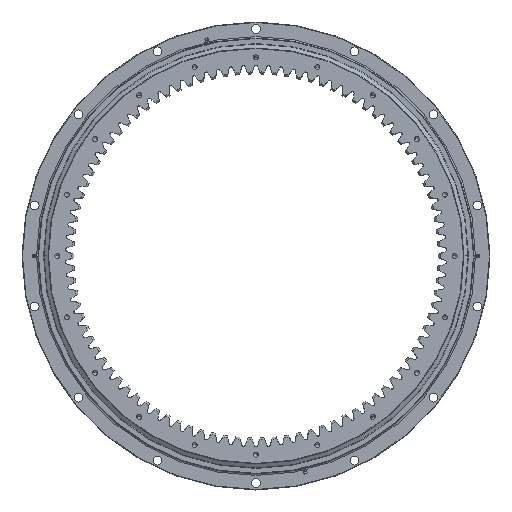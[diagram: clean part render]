
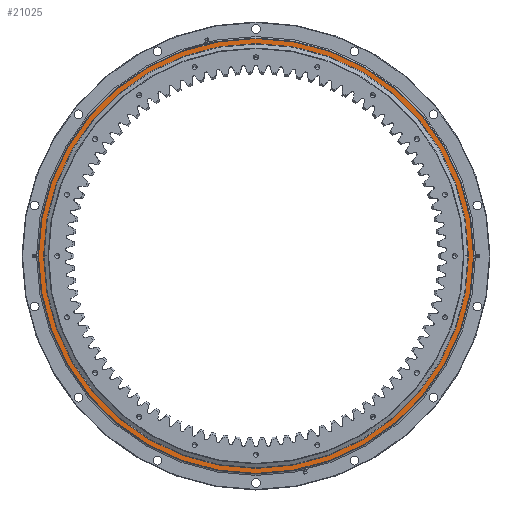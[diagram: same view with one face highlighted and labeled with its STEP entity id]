
A CAD part, top view. The second image highlights one B-rep face of the part: STEP entity #21025.
In plain terms, the highlighted face is planar.
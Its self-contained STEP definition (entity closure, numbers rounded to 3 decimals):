
#477 = VERTEX_POINT ( 'NONE', #26926 ) ;
#1347 = DIRECTION ( 'NONE',  ( 0., 0., -1. ) ) ;
#2168 = VERTEX_POINT ( 'NONE', #6857 ) ;
#3665 = EDGE_CURVE ( 'NONE', #21317, #2168, #5359, .T. ) ;
#5359 = CIRCLE ( 'NONE', #24718, 440.5 ) ;
#6015 = FACE_OUTER_BOUND ( 'NONE', #28288, .T. ) ;
#6857 = CARTESIAN_POINT ( 'NONE',  ( 440.5, 0., -18. ) ) ;
#8429 = DIRECTION ( 'NONE',  ( 0., 0., 1. ) ) ;
#9067 = VERTEX_POINT ( 'NONE', #24786 ) ;
#9084 = ORIENTED_EDGE ( 'NONE', *, *, #42436, .T. ) ;
#9556 = AXIS2_PLACEMENT_3D ( 'NONE', #30637, #8429, #34343 ) ;
#11802 = DIRECTION ( 'NONE',  ( 0., 0., -1. ) ) ;
#15366 = DIRECTION ( 'NONE',  ( 0., 0., 1. ) ) ;
#15373 = CIRCLE ( 'NONE', #9556, 423.75 ) ;
#17119 = CARTESIAN_POINT ( 'NONE',  ( -441.5, 0., -18. ) ) ;
#17132 = EDGE_LOOP ( 'NONE', ( #27248, #27192 ) ) ;
#17295 = DIRECTION ( 'NONE',  ( 1., 0., 0. ) ) ;
#17914 = CIRCLE ( 'NONE', #36729, 423.75 ) ;
#21025 = ADVANCED_FACE ( 'NONE', ( #34402, #6015 ), #32037, .F. ) ;
#21317 = VERTEX_POINT ( 'NONE', #30530 ) ;
#22216 = AXIS2_PLACEMENT_3D ( 'NONE', #17119, #39482, #17295 ) ;
#23586 = CARTESIAN_POINT ( 'NONE',  ( 0., 0., -18. ) ) ;
#24718 = AXIS2_PLACEMENT_3D ( 'NONE', #23586, #1347, #27324 ) ;
#24786 = CARTESIAN_POINT ( 'NONE',  ( 423.75, 0., -18. ) ) ;
#26926 = CARTESIAN_POINT ( 'NONE',  ( -423.75, 0., -18. ) ) ;
#27192 = ORIENTED_EDGE ( 'NONE', *, *, #35363, .T. ) ;
#27248 = ORIENTED_EDGE ( 'NONE', *, *, #28633, .T. ) ;
#27324 = DIRECTION ( 'NONE',  ( 1., 0., 0. ) ) ;
#28226 = AXIS2_PLACEMENT_3D ( 'NONE', #34018, #11802, #37745 ) ;
#28288 = EDGE_LOOP ( 'NONE', ( #9084, #32347 ) ) ;
#28633 = EDGE_CURVE ( 'NONE', #477, #9067, #15373, .T. ) ;
#29310 = CIRCLE ( 'NONE', #28226, 440.5 ) ;
#30530 = CARTESIAN_POINT ( 'NONE',  ( -440.5, 0., -18. ) ) ;
#30637 = CARTESIAN_POINT ( 'NONE',  ( 0., 0., -18. ) ) ;
#32037 = PLANE ( 'NONE',  #22216 ) ;
#32347 = ORIENTED_EDGE ( 'NONE', *, *, #3665, .T. ) ;
#34018 = CARTESIAN_POINT ( 'NONE',  ( 0., 0., -18. ) ) ;
#34343 = DIRECTION ( 'NONE',  ( 1., 0., 0. ) ) ;
#34402 = FACE_BOUND ( 'NONE', #17132, .T. ) ;
#35363 = EDGE_CURVE ( 'NONE', #9067, #477, #17914, .T. ) ;
#36729 = AXIS2_PLACEMENT_3D ( 'NONE', #37581, #15366, #41278 ) ;
#37581 = CARTESIAN_POINT ( 'NONE',  ( 0., 0., -18. ) ) ;
#37745 = DIRECTION ( 'NONE',  ( 1., 0., 0. ) ) ;
#39482 = DIRECTION ( 'NONE',  ( 0., 0., 1. ) ) ;
#41278 = DIRECTION ( 'NONE',  ( 1., 0., 0. ) ) ;
#42436 = EDGE_CURVE ( 'NONE', #2168, #21317, #29310, .T. ) ;
